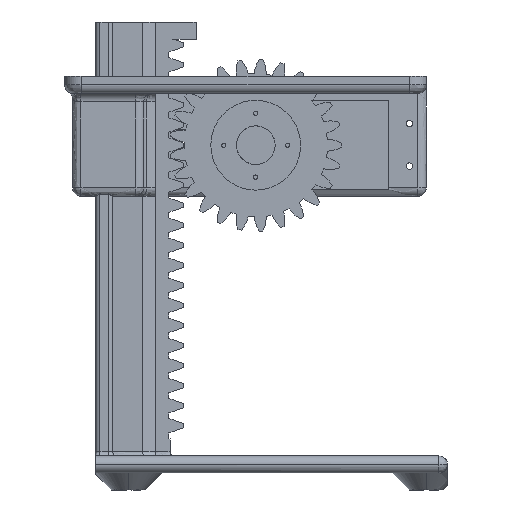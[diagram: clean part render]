
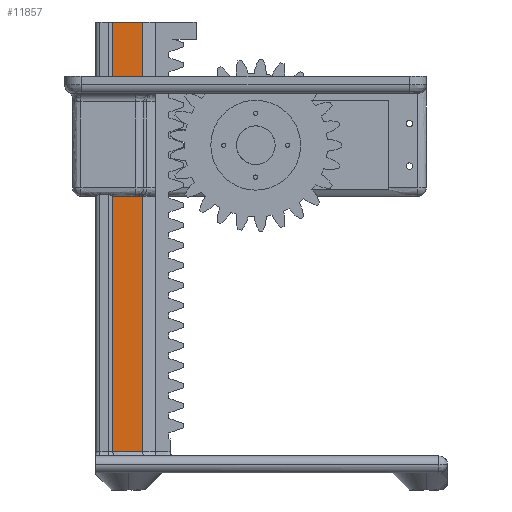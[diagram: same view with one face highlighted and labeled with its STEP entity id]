
A CAD part, left-side view. The second image highlights one B-rep face of the part: STEP entity #11857.
In plain terms, the highlighted free-form (B-spline) face has degree [1, 1] with [2, 2] control points.
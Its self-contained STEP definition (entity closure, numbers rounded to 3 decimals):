
#11750 = VERTEX_POINT('',#11751);
#11751 = CARTESIAN_POINT('',(1.394,17.154,
    33.015));
#11756 = EDGE_CURVE('',#11757,#11750,#11759,.T.);
#11757 = VERTEX_POINT('',#11758);
#11758 = CARTESIAN_POINT('',(1.394,17.154,
    -82.527));
#11759 = B_SPLINE_CURVE_WITH_KNOTS('',1,(#11760,#11761),.UNSPECIFIED.,
  .F.,.F.,(2,2),(-3.,98.),.PIECEWISE_BEZIER_KNOTS.);
#11760 = CARTESIAN_POINT('',(1.394,17.154,
    -82.527));
#11761 = CARTESIAN_POINT('',(1.394,17.154,
    33.015));
#11857 = ADVANCED_FACE('',(#11858),#11880,.T.);
#11858 = FACE_BOUND('',#11859,.T.);
#11859 = EDGE_LOOP('',(#11860,#11861,#11868,#11875));
#11860 = ORIENTED_EDGE('',*,*,#11756,.T.);
#11861 = ORIENTED_EDGE('',*,*,#11862,.F.);
#11862 = EDGE_CURVE('',#11863,#11750,#11865,.T.);
#11863 = VERTEX_POINT('',#11864);
#11864 = CARTESIAN_POINT('',(1.394,25.276,
    33.015));
#11865 = B_SPLINE_CURVE_WITH_KNOTS('',1,(#11866,#11867),.UNSPECIFIED.,
  .F.,.F.,(2,2),(0.,7.1),.PIECEWISE_BEZIER_KNOTS.);
#11866 = CARTESIAN_POINT('',(1.394,25.276,
    33.015));
#11867 = CARTESIAN_POINT('',(1.394,17.154,
    33.015));
#11868 = ORIENTED_EDGE('',*,*,#11869,.F.);
#11869 = EDGE_CURVE('',#11870,#11863,#11872,.T.);
#11870 = VERTEX_POINT('',#11871);
#11871 = CARTESIAN_POINT('',(1.394,25.276,
    -82.527));
#11872 = B_SPLINE_CURVE_WITH_KNOTS('',1,(#11873,#11874),.UNSPECIFIED.,
  .F.,.F.,(2,2),(-3.,98.),.PIECEWISE_BEZIER_KNOTS.);
#11873 = CARTESIAN_POINT('',(1.394,25.276,
    -82.527));
#11874 = CARTESIAN_POINT('',(1.394,25.276,
    33.015));
#11875 = ORIENTED_EDGE('',*,*,#11876,.T.);
#11876 = EDGE_CURVE('',#11870,#11757,#11877,.T.);
#11877 = B_SPLINE_CURVE_WITH_KNOTS('',1,(#11878,#11879),.UNSPECIFIED.,
  .F.,.F.,(2,2),(-7.1,-0.),.PIECEWISE_BEZIER_KNOTS.);
#11878 = CARTESIAN_POINT('',(1.394,25.276,
    -82.527));
#11879 = CARTESIAN_POINT('',(1.394,17.154,
    -82.527));
#11880 = B_SPLINE_SURFACE_WITH_KNOTS('',1,1,(
    (#11881,#11882)
    ,(#11883,#11884
    )),.UNSPECIFIED.,.F.,.F.,.F.,(2,2),(2,2),(-3.,98.),(0.,7.1),
  .PIECEWISE_BEZIER_KNOTS.);
#11881 = CARTESIAN_POINT('',(1.394,17.154,
    -82.527));
#11882 = CARTESIAN_POINT('',(1.394,25.276,
    -82.527));
#11883 = CARTESIAN_POINT('',(1.394,17.154,
    33.015));
#11884 = CARTESIAN_POINT('',(1.394,25.276,
    33.015));
